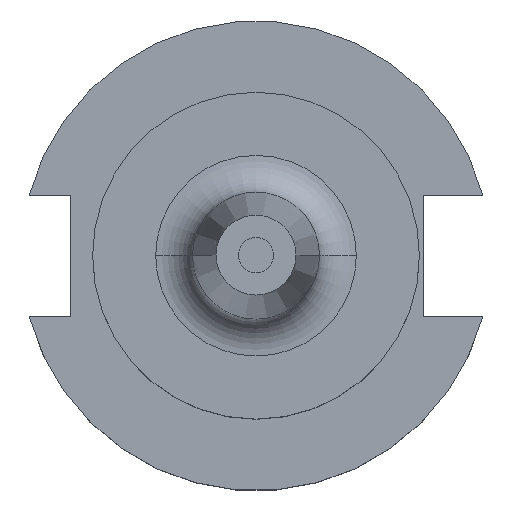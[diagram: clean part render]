
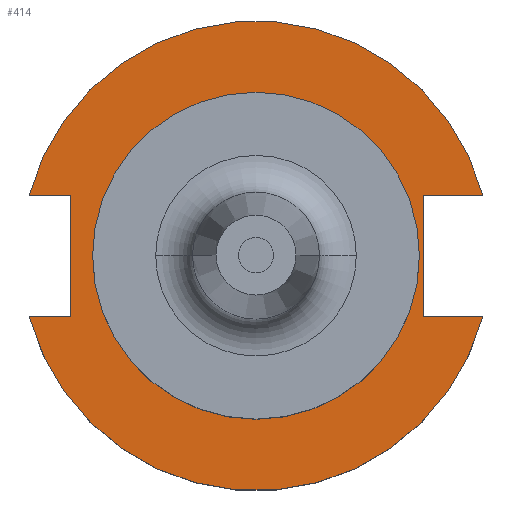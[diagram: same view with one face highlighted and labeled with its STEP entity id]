
A CAD part, top view. The second image highlights one B-rep face of the part: STEP entity #414.
In plain terms, the highlighted planar face has unit normal (0, 0, 1).
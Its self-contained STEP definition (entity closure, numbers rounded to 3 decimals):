
#34 = DIRECTION ( 'NONE',  ( 0., 0., 1. ) ) ;
#35 = VECTOR ( 'NONE', #81, 1000. ) ;
#59 = EDGE_CURVE ( 'NONE', #1465, #897, #77, .T. ) ;
#68 = CARTESIAN_POINT ( 'NONE',  ( -30.675, -8.191, 19.05 ) ) ;
#77 = CIRCLE ( 'NONE', #1489, 22.1 ) ;
#81 = DIRECTION ( 'NONE',  ( 1., 0., 0. ) ) ;
#96 = EDGE_CURVE ( 'NONE', #398, #187, #383, .T. ) ;
#105 = ORIENTED_EDGE ( 'NONE', *, *, #1351, .F. ) ;
#126 = ORIENTED_EDGE ( 'NONE', *, *, #929, .F. ) ;
#147 = EDGE_CURVE ( 'NONE', #897, #1465, #1326, .T. ) ;
#173 = CARTESIAN_POINT ( 'NONE',  ( -61.091, 8.191, 19.05 ) ) ;
#187 = VERTEX_POINT ( 'NONE', #571 ) ;
#190 = CARTESIAN_POINT ( 'NONE',  ( 22.606, 22.1, 19.05 ) ) ;
#204 = AXIS2_PLACEMENT_3D ( 'NONE', #1287, #808, #823 ) ;
#214 = CARTESIAN_POINT ( 'NONE',  ( -25.091, 8.191, 19.05 ) ) ;
#234 = EDGE_CURVE ( 'NONE', #531, #629, #911, .T. ) ;
#270 = EDGE_LOOP ( 'NONE', ( #1148, #1229 ) ) ;
#279 = AXIS2_PLACEMENT_3D ( 'NONE', #1397, #1519, #687 ) ;
#283 = CARTESIAN_POINT ( 'NONE',  ( 0., 0., 19.05 ) ) ;
#288 = CARTESIAN_POINT ( 'NONE',  ( 22.606, 8.191, 19.05 ) ) ;
#337 = FACE_OUTER_BOUND ( 'NONE', #821, .T. ) ;
#380 = DIRECTION ( 'NONE',  ( 0., -1., 0. ) ) ;
#383 = CIRCLE ( 'NONE', #204, 31.75 ) ;
#384 = VERTEX_POINT ( 'NONE', #972 ) ;
#391 = LINE ( 'NONE', #790, #35 ) ;
#398 = VERTEX_POINT ( 'NONE', #68 ) ;
#414 = ADVANCED_FACE ( 'NONE', ( #1025, #337 ), #1608, .F. ) ;
#470 = DIRECTION ( 'NONE',  ( 0., 1., 0. ) ) ;
#487 = ORIENTED_EDGE ( 'NONE', *, *, #234, .T. ) ;
#511 = VERTEX_POINT ( 'NONE', #1133 ) ;
#523 = CARTESIAN_POINT ( 'NONE',  ( -22.1, 0., 19.05 ) ) ;
#531 = VERTEX_POINT ( 'NONE', #1461 ) ;
#571 = CARTESIAN_POINT ( 'NONE',  ( 30.675, -8.191, 19.05 ) ) ;
#575 = CARTESIAN_POINT ( 'NONE',  ( -25.091, -8.191, 19.05 ) ) ;
#589 = LINE ( 'NONE', #957, #1224 ) ;
#621 = VECTOR ( 'NONE', #872, 1000. ) ;
#629 = VERTEX_POINT ( 'NONE', #288 ) ;
#648 = ORIENTED_EDGE ( 'NONE', *, *, #928, .T. ) ;
#658 = LINE ( 'NONE', #887, #621 ) ;
#666 = VERTEX_POINT ( 'NONE', #1442 ) ;
#687 = DIRECTION ( 'NONE',  ( 1., 0., 0. ) ) ;
#790 = CARTESIAN_POINT ( 'NONE',  ( -61.091, -8.191, 19.05 ) ) ;
#808 = DIRECTION ( 'NONE',  ( 0., 0., 1. ) ) ;
#820 = VERTEX_POINT ( 'NONE', #575 ) ;
#821 = EDGE_LOOP ( 'NONE', ( #648, #1422, #1516, #105, #487, #126, #1488, #1507 ) ) ;
#823 = DIRECTION ( 'NONE',  ( 1., 0., 0. ) ) ;
#832 = EDGE_CURVE ( 'NONE', #511, #384, #1409, .T. ) ;
#872 = DIRECTION ( 'NONE',  ( -1., 0., 0. ) ) ;
#884 = EDGE_CURVE ( 'NONE', #398, #820, #391, .T. ) ;
#887 = CARTESIAN_POINT ( 'NONE',  ( 0., 8.191, 19.05 ) ) ;
#897 = VERTEX_POINT ( 'NONE', #523 ) ;
#911 = LINE ( 'NONE', #190, #1174 ) ;
#928 = EDGE_CURVE ( 'NONE', #666, #820, #1286, .T. ) ;
#929 = EDGE_CURVE ( 'NONE', #511, #629, #658, .T. ) ;
#952 = DIRECTION ( 'NONE',  ( 1., 0., 0. ) ) ;
#957 = CARTESIAN_POINT ( 'NONE',  ( 0., -8.191, 19.05 ) ) ;
#971 = VECTOR ( 'NONE', #952, 1000. ) ;
#972 = CARTESIAN_POINT ( 'NONE',  ( -30.675, 8.191, 19.05 ) ) ;
#1025 = FACE_BOUND ( 'NONE', #270, .T. ) ;
#1035 = AXIS2_PLACEMENT_3D ( 'NONE', #1634, #1611, #1082 ) ;
#1062 = DIRECTION ( 'NONE',  ( 0., 0., 1. ) ) ;
#1077 = DIRECTION ( 'NONE',  ( 1., 0., 0. ) ) ;
#1082 = DIRECTION ( 'NONE',  ( -1., 0., 0. ) ) ;
#1088 = CARTESIAN_POINT ( 'NONE',  ( 0., 0., 19.05 ) ) ;
#1133 = CARTESIAN_POINT ( 'NONE',  ( 30.675, 8.191, 19.05 ) ) ;
#1148 = ORIENTED_EDGE ( 'NONE', *, *, #59, .F. ) ;
#1174 = VECTOR ( 'NONE', #470, 1000. ) ;
#1214 = DIRECTION ( 'NONE',  ( 1., 0., 0. ) ) ;
#1224 = VECTOR ( 'NONE', #1426, 1000. ) ;
#1229 = ORIENTED_EDGE ( 'NONE', *, *, #147, .F. ) ;
#1250 = VECTOR ( 'NONE', #380, 1000. ) ;
#1271 = LINE ( 'NONE', #173, #971 ) ;
#1286 = LINE ( 'NONE', #214, #1250 ) ;
#1287 = CARTESIAN_POINT ( 'NONE',  ( 0., 0., 19.05 ) ) ;
#1326 = CIRCLE ( 'NONE', #279, 22.1 ) ;
#1351 = EDGE_CURVE ( 'NONE', #531, #187, #589, .T. ) ;
#1397 = CARTESIAN_POINT ( 'NONE',  ( 0., 0., 19.05 ) ) ;
#1409 = CIRCLE ( 'NONE', #1548, 31.75 ) ;
#1422 = ORIENTED_EDGE ( 'NONE', *, *, #884, .F. ) ;
#1426 = DIRECTION ( 'NONE',  ( 1., 0., 0. ) ) ;
#1441 = CARTESIAN_POINT ( 'NONE',  ( 22.1, 0., 19.05 ) ) ;
#1442 = CARTESIAN_POINT ( 'NONE',  ( -25.091, 8.191, 19.05 ) ) ;
#1461 = CARTESIAN_POINT ( 'NONE',  ( 22.606, -8.191, 19.05 ) ) ;
#1465 = VERTEX_POINT ( 'NONE', #1441 ) ;
#1488 = ORIENTED_EDGE ( 'NONE', *, *, #832, .T. ) ;
#1489 = AXIS2_PLACEMENT_3D ( 'NONE', #1088, #1062, #1214 ) ;
#1507 = ORIENTED_EDGE ( 'NONE', *, *, #1559, .T. ) ;
#1516 = ORIENTED_EDGE ( 'NONE', *, *, #96, .T. ) ;
#1519 = DIRECTION ( 'NONE',  ( 0., 0., 1. ) ) ;
#1548 = AXIS2_PLACEMENT_3D ( 'NONE', #283, #34, #1077 ) ;
#1559 = EDGE_CURVE ( 'NONE', #384, #666, #1271, .T. ) ;
#1608 = PLANE ( 'NONE',  #1035 ) ;
#1611 = DIRECTION ( 'NONE',  ( 0., 0., -1. ) ) ;
#1634 = CARTESIAN_POINT ( 'NONE',  ( 0., 22.1, 19.05 ) ) ;
